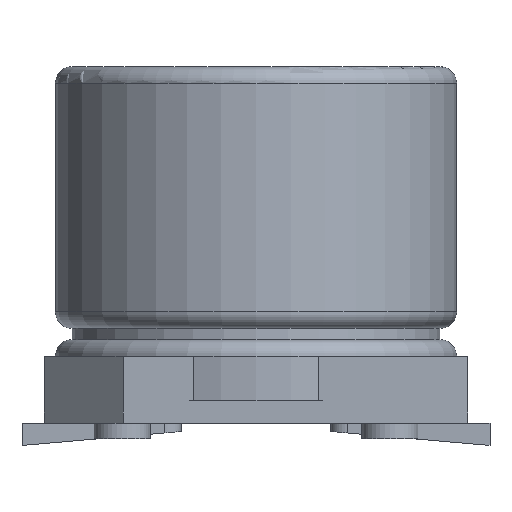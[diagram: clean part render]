
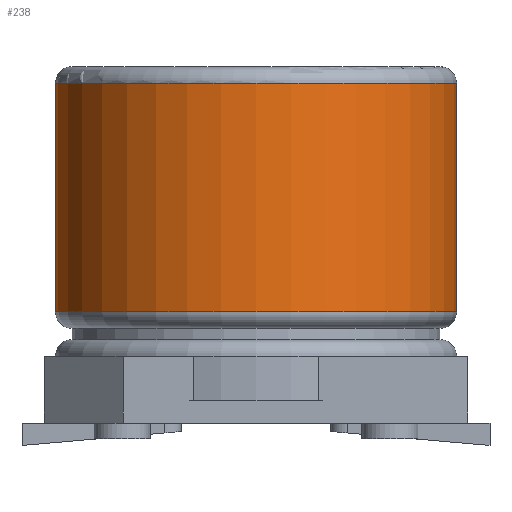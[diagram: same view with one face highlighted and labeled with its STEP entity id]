
A CAD part, left-side view. The second image highlights one B-rep face of the part: STEP entity #238.
In plain terms, the highlighted cylindrical face has radius 9 mm (diameter 18 mm), a partial arc.
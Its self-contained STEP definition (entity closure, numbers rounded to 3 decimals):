
#189 = EDGE_CURVE('',#190,#192,#194,.T.);
#190 = VERTEX_POINT('',#191);
#191 = CARTESIAN_POINT('',(0.,9.,16.25));
#192 = VERTEX_POINT('',#193);
#193 = CARTESIAN_POINT('',(0.,-9.,16.25));
#194 = CIRCLE('',#195,9.);
#195 = AXIS2_PLACEMENT_3D('',#196,#197,#198);
#196 = CARTESIAN_POINT('',(0.,0.,16.25)
  );
#197 = DIRECTION('',(0.,0.,1.));
#198 = DIRECTION('',(0.,1.,0.));
#238 = ADVANCED_FACE('',(#239),#265,.T.);
#239 = FACE_BOUND('',#240,.T.);
#240 = EDGE_LOOP('',(#241,#252,#258,#259));
#241 = ORIENTED_EDGE('',*,*,#242,.T.);
#242 = EDGE_CURVE('',#243,#245,#247,.T.);
#243 = VERTEX_POINT('',#244);
#244 = CARTESIAN_POINT('',(0.,9.,6.));
#245 = VERTEX_POINT('',#246);
#246 = CARTESIAN_POINT('',(0.,-9.,6.));
#247 = CIRCLE('',#248,9.);
#248 = AXIS2_PLACEMENT_3D('',#249,#250,#251);
#249 = CARTESIAN_POINT('',(0.,0.,6.));
#250 = DIRECTION('',(0.,0.,1.));
#251 = DIRECTION('',(0.,1.,0.));
#252 = ORIENTED_EDGE('',*,*,#253,.T.);
#253 = EDGE_CURVE('',#245,#192,#254,.T.);
#254 = LINE('',#255,#256);
#255 = CARTESIAN_POINT('',(0.,-9.,6.751));
#256 = VECTOR('',#257,1.);
#257 = DIRECTION('',(0.,0.,1.));
#258 = ORIENTED_EDGE('',*,*,#189,.F.);
#259 = ORIENTED_EDGE('',*,*,#260,.F.);
#260 = EDGE_CURVE('',#243,#190,#261,.T.);
#261 = LINE('',#262,#263);
#262 = CARTESIAN_POINT('',(0.,9.,6.751));
#263 = VECTOR('',#264,1.);
#264 = DIRECTION('',(0.,0.,1.));
#265 = CYLINDRICAL_SURFACE('',#266,9.);
#266 = AXIS2_PLACEMENT_3D('',#267,#268,#269);
#267 = CARTESIAN_POINT('',(0.,0.,
    6.751));
#268 = DIRECTION('',(0.,0.,1.));
#269 = DIRECTION('',(0.,1.,0.));
